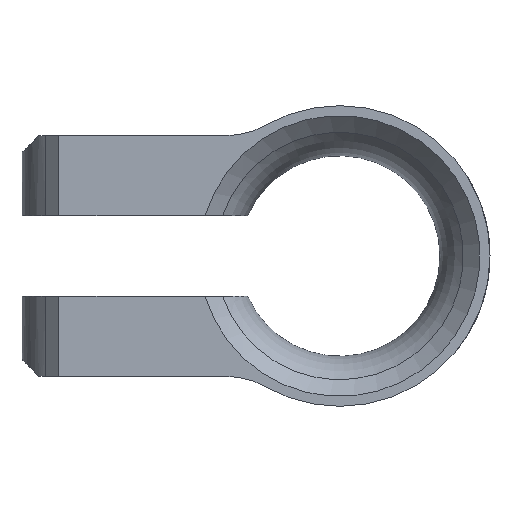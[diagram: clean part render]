
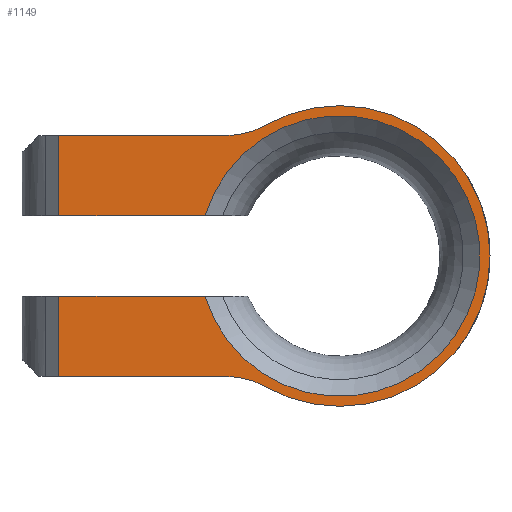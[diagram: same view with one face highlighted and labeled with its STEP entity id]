
A CAD part, front view. The second image highlights one B-rep face of the part: STEP entity #1149.
In plain terms, the highlighted planar face has unit normal (0, -1, 0).
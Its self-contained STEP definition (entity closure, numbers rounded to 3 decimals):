
#64=CIRCLE('',#1213,7.5);
#66=CIRCLE('',#1216,4.);
#68=CIRCLE('',#1220,4.);
#83=CIRCLE('',#1254,7.);
#114=PLANE('',#1253);
#171=FACE_OUTER_BOUND('',#240,.T.);
#240=EDGE_LOOP('',(#1036,#1037,#1038,#1039,#1040,#1041,#1042,#1043,#1044,
#1045));
#300=LINE('',#2337,#381);
#310=LINE('',#2367,#391);
#317=LINE('',#2424,#398);
#320=LINE('',#2435,#401);
#322=LINE('',#2440,#403);
#325=LINE('',#2481,#406);
#381=VECTOR('',#1419,10.);
#391=VECTOR('',#1447,10.);
#398=VECTOR('',#1470,10.);
#401=VECTOR('',#1483,10.);
#403=VECTOR('',#1489,10.);
#406=VECTOR('',#1496,10.);
#516=VERTEX_POINT('',#2302);
#518=VERTEX_POINT('',#2306);
#520=VERTEX_POINT('',#2312);
#522=VERTEX_POINT('',#2319);
#529=VERTEX_POINT('',#2335);
#540=VERTEX_POINT('',#2366);
#551=VERTEX_POINT('',#2419);
#552=VERTEX_POINT('',#2423);
#555=VERTEX_POINT('',#2434);
#556=VERTEX_POINT('',#2439);
#665=EDGE_CURVE('',#516,#518,#64,.T.);
#667=EDGE_CURVE('',#516,#520,#66,.T.);
#671=EDGE_CURVE('',#522,#518,#68,.T.);
#679=EDGE_CURVE('',#522,#529,#300,.T.);
#693=EDGE_CURVE('',#540,#520,#310,.T.);
#709=EDGE_CURVE('',#552,#551,#317,.T.);
#715=EDGE_CURVE('',#540,#555,#320,.T.);
#717=EDGE_CURVE('',#556,#555,#322,.T.);
#725=EDGE_CURVE('',#552,#529,#325,.T.);
#728=EDGE_CURVE('',#556,#551,#83,.T.);
#1036=ORIENTED_EDGE('',*,*,#725,.F.);
#1037=ORIENTED_EDGE('',*,*,#709,.T.);
#1038=ORIENTED_EDGE('',*,*,#728,.F.);
#1039=ORIENTED_EDGE('',*,*,#717,.T.);
#1040=ORIENTED_EDGE('',*,*,#715,.F.);
#1041=ORIENTED_EDGE('',*,*,#693,.T.);
#1042=ORIENTED_EDGE('',*,*,#667,.F.);
#1043=ORIENTED_EDGE('',*,*,#665,.T.);
#1044=ORIENTED_EDGE('',*,*,#671,.F.);
#1045=ORIENTED_EDGE('',*,*,#679,.T.);
#1149=ADVANCED_FACE('',(#171),#114,.T.);
#1213=AXIS2_PLACEMENT_3D('',#2308,#1389,#1390);
#1216=AXIS2_PLACEMENT_3D('',#2313,#1395,#1396);
#1220=AXIS2_PLACEMENT_3D('',#2321,#1405,#1406);
#1253=AXIS2_PLACEMENT_3D('',#2486,#1503,#1504);
#1254=AXIS2_PLACEMENT_3D('',#2487,#1505,#1506);
#1389=DIRECTION('center_axis',(0.,-1.,0.));
#1390=DIRECTION('ref_axis',(0.6,0.,-0.8));
#1395=DIRECTION('center_axis',(0.,-1.,0.));
#1396=DIRECTION('ref_axis',(0.255,0.,0.967));
#1405=DIRECTION('center_axis',(0.,-1.,0.));
#1406=DIRECTION('ref_axis',(0.255,0.,-0.967));
#1419=DIRECTION('',(-1.,0.,0.));
#1447=DIRECTION('',(1.,0.,0.));
#1470=DIRECTION('',(1.,0.,0.));
#1483=DIRECTION('',(0.,0.,1.));
#1489=DIRECTION('',(-1.,0.,0.));
#1496=DIRECTION('',(0.,0.,1.));
#1503=DIRECTION('center_axis',(0.,-1.,0.));
#1504=DIRECTION('ref_axis',(0.,0.,-1.));
#1505=DIRECTION('center_axis',(0.,-1.,0.));
#1506=DIRECTION('ref_axis',(1.,0.,0.));
#2302=CARTESIAN_POINT('',(-3.704,-10.,-6.522));
#2306=CARTESIAN_POINT('',(-3.704,-10.,6.522));
#2308=CARTESIAN_POINT('Origin',(0.,-10.,0.));
#2312=CARTESIAN_POINT('',(-5.679,-10.,-6.));
#2313=CARTESIAN_POINT('Origin',(-5.679,-10.,-10.));
#2319=CARTESIAN_POINT('',(-5.679,-10.,6.));
#2321=CARTESIAN_POINT('Origin',(-5.679,-10.,10.));
#2335=CARTESIAN_POINT('',(-14.,-10.,6.));
#2337=CARTESIAN_POINT('',(-4.5,-10.,6.));
#2366=CARTESIAN_POINT('',(-14.,-10.,-6.));
#2367=CARTESIAN_POINT('',(-17.,-10.,-6.));
#2419=CARTESIAN_POINT('',(-6.708,-10.,2.));
#2423=CARTESIAN_POINT('',(-14.,-10.,2.));
#2424=CARTESIAN_POINT('',(-3.428,-10.,2.));
#2434=CARTESIAN_POINT('',(-14.,-10.,-2.));
#2435=CARTESIAN_POINT('',(-14.,-10.,-2.498));
#2439=CARTESIAN_POINT('',(-6.708,-10.,-2.));
#2440=CARTESIAN_POINT('',(-15.428,-10.,-2.));
#2481=CARTESIAN_POINT('',(-14.,-10.,-2.498));
#2486=CARTESIAN_POINT('Origin',(-6.856,-10.,0.005));
#2487=CARTESIAN_POINT('Origin',(0.,-10.,0.));
